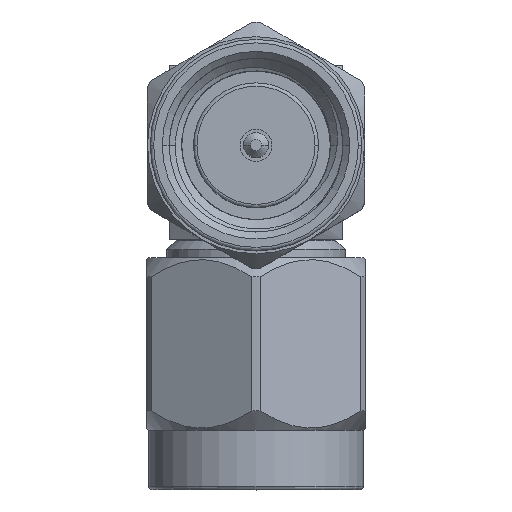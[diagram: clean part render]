
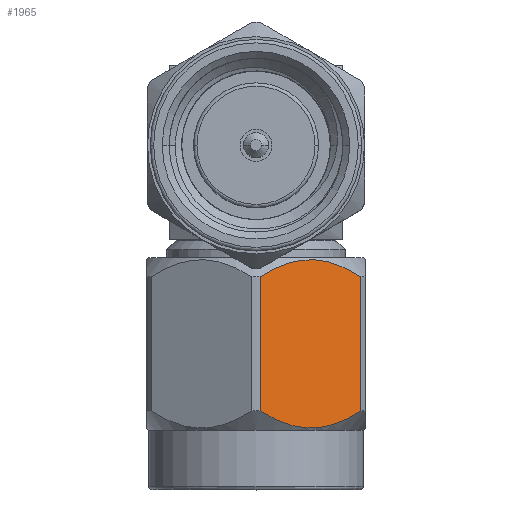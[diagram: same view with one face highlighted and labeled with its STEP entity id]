
A CAD part, top view. The second image highlights one B-rep face of the part: STEP entity #1965.
In plain terms, the highlighted face is planar.
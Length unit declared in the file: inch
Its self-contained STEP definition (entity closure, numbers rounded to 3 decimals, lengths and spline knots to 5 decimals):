
#30 = CARTESIAN_POINT ( 'NONE',  ( 0.0946, -0.1134, 0.15111 ) ) ;
#67 = CARTESIAN_POINT ( 'NONE',  ( 0.0946, -0.30631, 0.15111 ) ) ;
#367 = CARTESIAN_POINT ( 'NONE',  ( 0.13998, -0.33111, 0.07251 ) ) ;
#730 = CARTESIAN_POINT ( 'NONE',  ( 0.0946, 0., 0.15111 ) ) ;
#1201 = FACE_OUTER_BOUND ( 'NONE', #11547, .T. ) ;
#1435 = CARTESIAN_POINT ( 'NONE',  ( 0.11822, -0.09338, 0.11019 ) ) ;
#1517 = CARTESIAN_POINT ( 'NONE',  ( 0.12165, -0.32804, 0.10426 ) ) ;
#1616 = EDGE_CURVE ( 'NONE', #8603, #6245, #7207, .T. ) ;
#1965 = ADVANCED_FACE ( 'NONE', ( #1201 ), #5571, .T. ) ;
#2400 = EDGE_CURVE ( 'NONE', #6245, #8541, #2933, .T. ) ;
#2808 = CARTESIAN_POINT ( 'NONE',  ( 0.17816, -0.1134, 0.00637 ) ) ;
#2933 = LINE ( 'NONE', #3942, #14163 ) ;
#2971 = LINE ( 'NONE', #730, #12407 ) ;
#3535 = CARTESIAN_POINT ( 'NONE',  ( 0.10767, -0.31965, 0.12846 ) ) ;
#3639 = AXIS2_PLACEMENT_3D ( 'NONE', #9189, #8258, #4584 ) ;
#3920 = CARTESIAN_POINT ( 'NONE',  ( 0.1181, -0.32627, 0.11041 ) ) ;
#3942 = CARTESIAN_POINT ( 'NONE',  ( 0.17816, 0., 0.00637 ) ) ;
#3974 = CARTESIAN_POINT ( 'NONE',  ( 0.0946, -0.30631, 0.15111 ) ) ;
#4439 = VERTEX_POINT ( 'NONE', #30 ) ;
#4584 = DIRECTION ( 'NONE',  ( 0.5, 0., -0.866 ) ) ;
#4827 = CARTESIAN_POINT ( 'NONE',  ( 0.15092, -0.32812, 0.05356 ) ) ;
#4898 = CARTESIAN_POINT ( 'NONE',  ( 0.16509, -0.10006, 0.02902 ) ) ;
#5330 = DIRECTION ( 'NONE',  ( 0., -1., 0. ) ) ;
#5405 = ORIENTED_EDGE ( 'NONE', *, *, #10555, .T. ) ;
#5571 = PLANE ( 'NONE',  #3639 ) ;
#5889 = CARTESIAN_POINT ( 'NONE',  ( 0.15467, -0.09345, 0.04707 ) ) ;
#5960 = CARTESIAN_POINT ( 'NONE',  ( 0.17172, -0.10621, 0.01753 ) ) ;
#6114 = CARTESIAN_POINT ( 'NONE',  ( 0.10772, -0.10002, 0.12839 ) ) ;
#6245 = VERTEX_POINT ( 'NONE', #9741 ) ;
#6818 = CARTESIAN_POINT ( 'NONE',  ( 0.10104, -0.31351, 0.13995 ) ) ;
#7039 = CARTESIAN_POINT ( 'NONE',  ( 0.12184, -0.0916, 0.10392 ) ) ;
#7207 = B_SPLINE_CURVE_WITH_KNOTS ( 'NONE', 3,
 ( #67, #6818, #3535, #3920, #1517, #7426, #10882, #367, #8427, #4827, #14321, #8659, #10737, #9523 ),
 .UNSPECIFIED., .F., .F.,
 ( 4, 2, 2, 2, 2, 2, 4 ),
 ( 0., 0.00111, 0.00167, 0.00222, 0.00278, 0.00333, 0.00444 ),
 .UNSPECIFIED. ) ;
#7426 = CARTESIAN_POINT ( 'NONE',  ( 0.12896, -0.33046, 0.0916 ) ) ;
#7609 = DIRECTION ( 'NONE',  ( 0., 1., 0. ) ) ;
#7873 = ORIENTED_EDGE ( 'NONE', *, *, #13280, .T. ) ;
#8258 = DIRECTION ( 'NONE',  ( 0.866, 0., 0.5 ) ) ;
#8349 = CARTESIAN_POINT ( 'NONE',  ( 0.14011, -0.08862, 0.07228 ) ) ;
#8427 = CARTESIAN_POINT ( 'NONE',  ( 0.14363, -0.3305, 0.06618 ) ) ;
#8541 = VERTEX_POINT ( 'NONE', #2808 ) ;
#8603 = VERTEX_POINT ( 'NONE', #3974 ) ;
#8659 = CARTESIAN_POINT ( 'NONE',  ( 0.16505, -0.3197, 0.02909 ) ) ;
#9189 = CARTESIAN_POINT ( 'NONE',  ( 0.18184, 0.16208, 0. ) ) ;
#9523 = CARTESIAN_POINT ( 'NONE',  ( 0.17816, -0.30631, 0.00637 ) ) ;
#9590 = CARTESIAN_POINT ( 'NONE',  ( 0.14381, -0.08925, 0.06588 ) ) ;
#9741 = CARTESIAN_POINT ( 'NONE',  ( 0.17816, -0.30631, 0.00637 ) ) ;
#10555 = EDGE_CURVE ( 'NONE', #4439, #8603, #2971, .T. ) ;
#10574 = CARTESIAN_POINT ( 'NONE',  ( 0.10106, -0.10619, 0.13993 ) ) ;
#10737 = CARTESIAN_POINT ( 'NONE',  ( 0.17171, -0.31353, 0.01755 ) ) ;
#10803 = CARTESIAN_POINT ( 'NONE',  ( 0.0946, -0.1134, 0.15111 ) ) ;
#10854 = ORIENTED_EDGE ( 'NONE', *, *, #2400, .T. ) ;
#10882 = CARTESIAN_POINT ( 'NONE',  ( 0.13265, -0.33109, 0.0852 ) ) ;
#11547 = EDGE_LOOP ( 'NONE', ( #10854, #7873, #5405, #12731 ) ) ;
#11793 = CARTESIAN_POINT ( 'NONE',  ( 0.15111, -0.09168, 0.05322 ) ) ;
#12407 = VECTOR ( 'NONE', #5330, 39.37008 ) ;
#12731 = ORIENTED_EDGE ( 'NONE', *, *, #1616, .T. ) ;
#13083 = CARTESIAN_POINT ( 'NONE',  ( 0.12913, -0.08921, 0.0913 ) ) ;
#13240 = CARTESIAN_POINT ( 'NONE',  ( 0.17816, -0.1134, 0.00637 ) ) ;
#13280 = EDGE_CURVE ( 'NONE', #8541, #4439, #13898, .T. ) ;
#13898 = B_SPLINE_CURVE_WITH_KNOTS ( 'NONE', 3,
 ( #13240, #5960, #4898, #5889, #11793, #9590, #8349, #14248, #13083, #7039, #1435, #6114, #10574, #10803 ),
 .UNSPECIFIED., .F., .F.,
 ( 4, 2, 2, 2, 2, 2, 4 ),
 ( 0., 0.00111, 0.00167, 0.00222, 0.00278, 0.00333, 0.00444 ),
 .UNSPECIFIED. ) ;
#14163 = VECTOR ( 'NONE', #7609, 39.37008 ) ;
#14248 = CARTESIAN_POINT ( 'NONE',  ( 0.13278, -0.08861, 0.08497 ) ) ;
#14321 = CARTESIAN_POINT ( 'NONE',  ( 0.15454, -0.32634, 0.04729 ) ) ;
